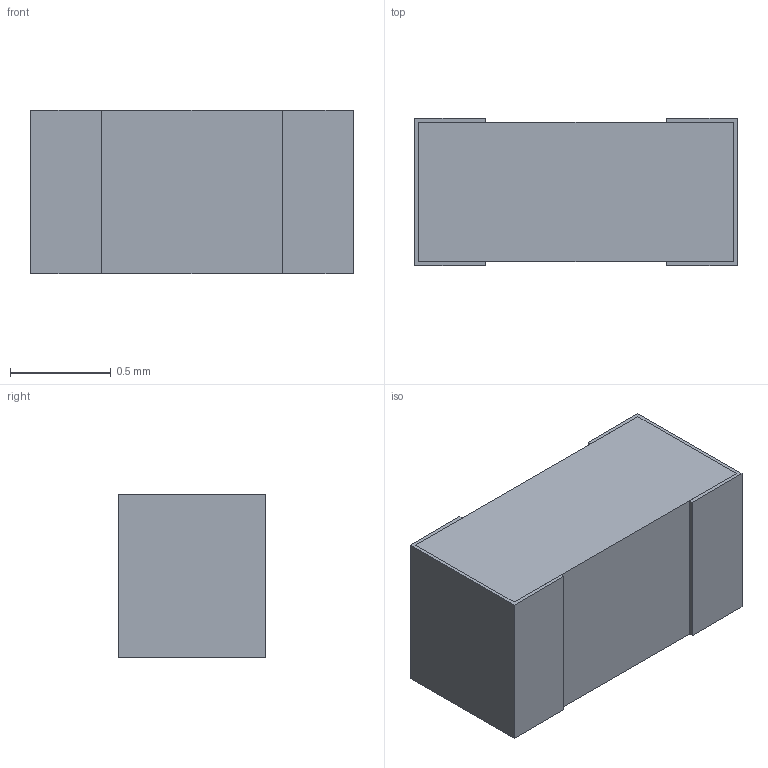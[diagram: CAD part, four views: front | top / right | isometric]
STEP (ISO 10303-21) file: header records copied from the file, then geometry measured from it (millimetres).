
FILE_DESCRIPTION (( 'STEP AP214' ), '1' );
FILE_NAME ('06031J0R1BAWTR.STEP', '2022-02-11T16:08:26', ( '' ), ( '' ), 'SwSTEP 2.0', 'SolidWorks 2017', '' );
FILE_SCHEMA (( 'AUTOMOTIVE_DESIGN' ));
Length unit declared in the file: millimetre
Products named in the file (1): 06031J0R1BAWTR
Bounding box: 1.6 x 0.73 x 0.81 mm (x, y, z)
Volume: 0.9 mm3; surface area: 10.5 mm2
Topology: 3 solids, 3 shells, 26 faces, 60 edges, 40 vertices
Faces by surface type: plane 26
Entity records: 776 total; most frequent: CARTESIAN_POINT 127, ORIENTED_EDGE 120, DIRECTION 114, LINE 60, EDGE_CURVE 60, VECTOR 60, VERTEX_POINT 40, AXIS2_PLACEMENT_3D 27
